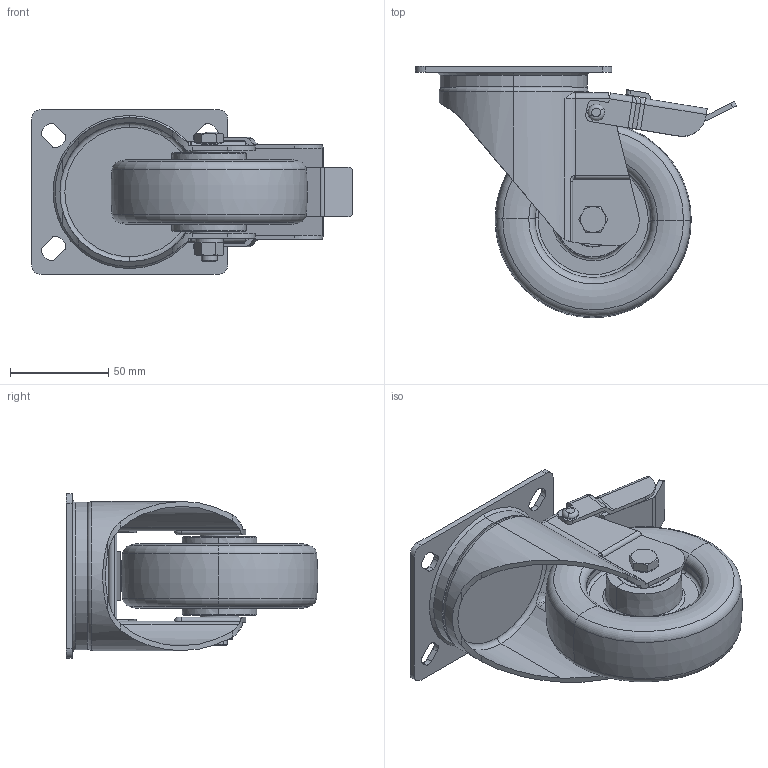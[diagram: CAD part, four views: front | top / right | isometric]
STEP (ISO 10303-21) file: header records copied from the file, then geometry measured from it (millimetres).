
FILE_DESCRIPTION (( 'STEP AP214' ), '1' );
FILE_NAME ('0029890_L-MV-EPUK-100-K-3-DSN_(A-02).step', '2019-10-11T09:08:27', ( '' ), ( '' ), 'SwSTEP 2.0', 'SolidWorks 2018', '' );
FILE_SCHEMA (( 'AUTOMOTIVE_DESIGN' ));
Length unit declared in the file: millimetre
Products named in the file (1): 0029890_L-MV-EPUK-100-K-3-DSN_(A-02)
Bounding box: 163.5 x 127.94 x 84 mm (x, y, z)
Volume: 317143.5 mm3; surface area: 137706 mm2
Topology: 21 solids, 21 shells, 738 faces, 1851 edges, 1166 vertices
Faces by surface type: plane 213, cylinder 202, torus 191, cone 98, bspline 32, sphere 2
Entity records: 31877 total; most frequent: CARTESIAN_POINT 5245, DIRECTION 4225, ORIENTED_EDGE 3698, EDGE_CURVE 1849, AXIS2_PLACEMENT_3D 1800, VERTEX_POINT 1166, CIRCLE 1093, EDGE_LOOP 807
